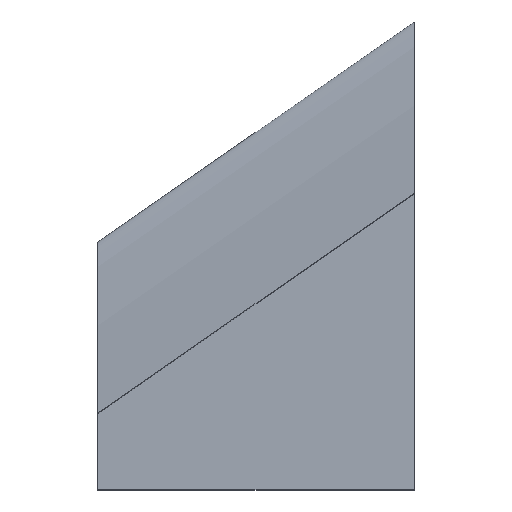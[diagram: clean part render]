
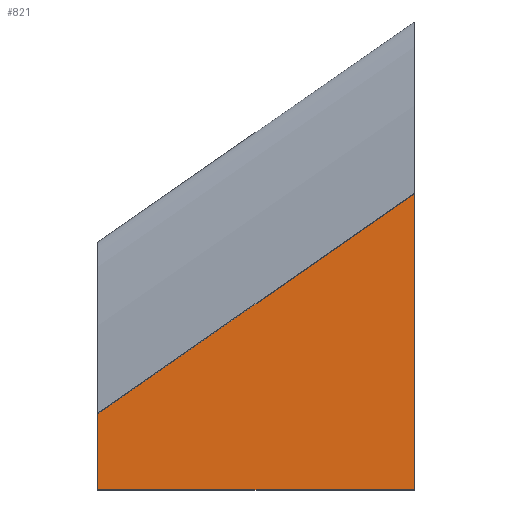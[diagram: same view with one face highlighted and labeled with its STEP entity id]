
A CAD part, top view. The second image highlights one B-rep face of the part: STEP entity #821.
In plain terms, the highlighted planar face has unit normal (0, 0, 1).
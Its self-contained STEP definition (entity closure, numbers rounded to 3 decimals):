
#22 = LINE ( 'NONE', #734, #629 ) ;
#25 = CARTESIAN_POINT ( 'NONE',  ( -184.15, -8.89, 3.175 ) ) ;
#71 = DIRECTION ( 'NONE',  ( 0., 0., 1. ) ) ;
#92 = LINE ( 'NONE', #937, #162 ) ;
#146 = CARTESIAN_POINT ( 'NONE',  ( -38.1, -8.89, 3.175 ) ) ;
#162 = VECTOR ( 'NONE', #237, 1000. ) ;
#181 = EDGE_CURVE ( 'NONE', #366, #767, #92, .T. ) ;
#227 = PLANE ( 'NONE',  #467 ) ;
#237 = DIRECTION ( 'NONE',  ( 1., 0., 0. ) ) ;
#361 = DIRECTION ( 'NONE',  ( 0., -1., 0. ) ) ;
#366 = VERTEX_POINT ( 'NONE', #25 ) ;
#372 = CARTESIAN_POINT ( 'NONE',  ( 0., 0., 3.175 ) ) ;
#408 = VERTEX_POINT ( 'NONE', #911 ) ;
#467 = AXIS2_PLACEMENT_3D ( 'NONE', #372, #71, #672 ) ;
#520 = LINE ( 'NONE', #978, #913 ) ;
#522 = ORIENTED_EDGE ( 'NONE', *, *, #181, .T. ) ;
#615 = FACE_OUTER_BOUND ( 'NONE', #739, .T. ) ;
#629 = VECTOR ( 'NONE', #959, 1000. ) ;
#672 = DIRECTION ( 'NONE',  ( 1., 0., 0. ) ) ;
#734 = CARTESIAN_POINT ( 'NONE',  ( -38.1, 194.31, 3.175 ) ) ;
#739 = EDGE_LOOP ( 'NONE', ( #783, #762, #764, #522 ) ) ;
#750 = EDGE_CURVE ( 'NONE', #804, #366, #830, .T. ) ;
#758 = CARTESIAN_POINT ( 'NONE',  ( -184.15, 92.71, 3.175 ) ) ;
#762 = ORIENTED_EDGE ( 'NONE', *, *, #895, .T. ) ;
#764 = ORIENTED_EDGE ( 'NONE', *, *, #750, .T. ) ;
#767 = VERTEX_POINT ( 'NONE', #146 ) ;
#772 = VECTOR ( 'NONE', #361, 1000. ) ;
#783 = ORIENTED_EDGE ( 'NONE', *, *, #986, .T. ) ;
#804 = VERTEX_POINT ( 'NONE', #758 ) ;
#814 = CARTESIAN_POINT ( 'NONE',  ( -184.15, -8.89, 3.175 ) ) ;
#821 = ADVANCED_FACE ( 'NONE', ( #615 ), #227, .T. ) ;
#830 = LINE ( 'NONE', #814, #772 ) ;
#895 = EDGE_CURVE ( 'NONE', #408, #804, #520, .T. ) ;
#901 = DIRECTION ( 'NONE',  ( -0.821, -0.571, 0. ) ) ;
#911 = CARTESIAN_POINT ( 'NONE',  ( -38.1, 194.31, 3.175 ) ) ;
#913 = VECTOR ( 'NONE', #901, 1000. ) ;
#937 = CARTESIAN_POINT ( 'NONE',  ( -184.15, -8.89, 3.175 ) ) ;
#959 = DIRECTION ( 'NONE',  ( 0., 1., 0. ) ) ;
#978 = CARTESIAN_POINT ( 'NONE',  ( -184.15, 92.71, 3.175 ) ) ;
#986 = EDGE_CURVE ( 'NONE', #767, #408, #22, .T. ) ;
